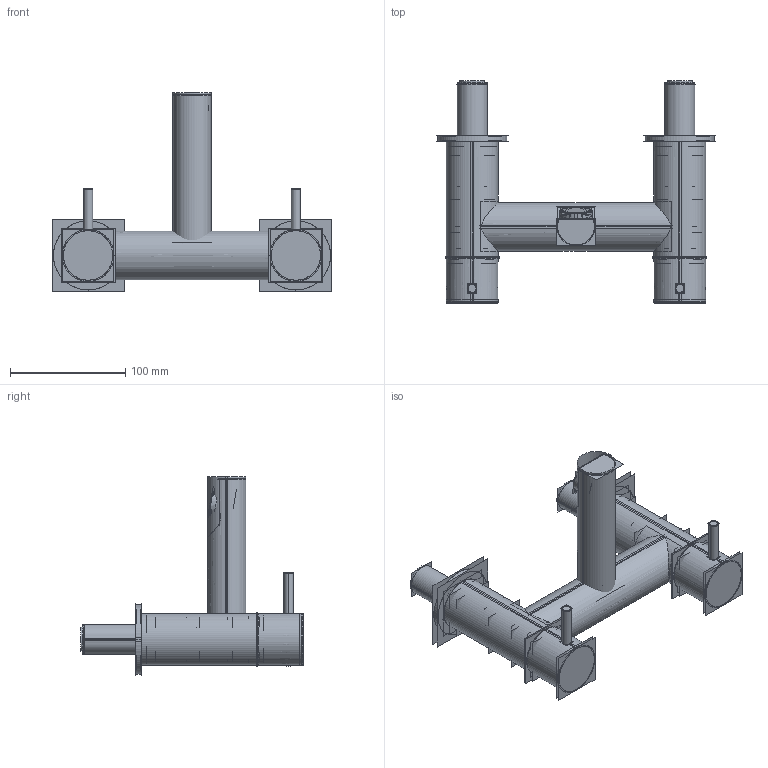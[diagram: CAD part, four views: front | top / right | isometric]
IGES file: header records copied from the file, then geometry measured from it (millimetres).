
Start section:  PTC IGES file: kl322dc_asm.igs
Global section: file name: kl322dc_asm.igs; native system: Pro/ENGINEER by Parametric Technology Corporation; preprocessor: 2009360; author: user33; organization: Unknown; date: 20191213.161134; units: millimetre
Bounding box: 242.4 x 192.28 x 172.26 mm (x, y, z)
Volume: 359984.1 mm3; surface area: 1055042.5 mm2
Topology: 23 solids, 36 shells, 2552 faces, 13004 edges, 16514 vertices
Faces by surface type: revolution 1514, bspline 1038
